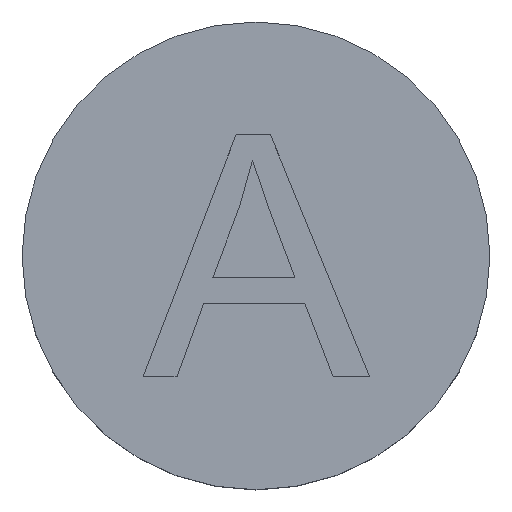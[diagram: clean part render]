
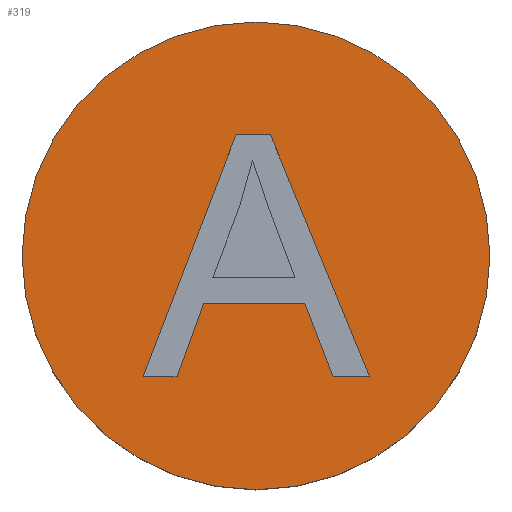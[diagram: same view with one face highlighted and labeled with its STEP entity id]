
A CAD part, top view. The second image highlights one B-rep face of the part: STEP entity #319.
In plain terms, the highlighted planar face has unit normal (0, 0, 1).
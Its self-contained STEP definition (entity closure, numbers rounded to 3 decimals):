
#16=CIRCLE('',#350,5.8);
#19=FACE_BOUND('',#69,.T.);
#32=PLANE('',#349);
#49=FACE_OUTER_BOUND('',#68,.T.);
#68=EDGE_LOOP('',(#284));
#69=EDGE_LOOP('',(#285,#286,#287,#288,#289,#290,#291,#292));
#84=LINE('',#497,#120);
#88=LINE('',#505,#124);
#91=LINE('',#511,#127);
#94=LINE('',#517,#130);
#97=LINE('',#523,#133);
#100=LINE('',#529,#136);
#103=LINE('',#535,#139);
#106=LINE('',#540,#142);
#120=VECTOR('',#376,10.);
#124=VECTOR('',#382,10.);
#127=VECTOR('',#387,10.);
#130=VECTOR('',#392,10.);
#133=VECTOR('',#397,10.);
#136=VECTOR('',#402,10.);
#139=VECTOR('',#407,10.);
#142=VECTOR('',#412,10.);
#159=VERTEX_POINT('',#495);
#160=VERTEX_POINT('',#496);
#163=VERTEX_POINT('',#504);
#165=VERTEX_POINT('',#510);
#167=VERTEX_POINT('',#516);
#169=VERTEX_POINT('',#522);
#171=VERTEX_POINT('',#528);
#173=VERTEX_POINT('',#534);
#175=VERTEX_POINT('',#544);
#192=EDGE_CURVE('',#159,#160,#84,.T.);
#196=EDGE_CURVE('',#163,#159,#88,.T.);
#199=EDGE_CURVE('',#165,#163,#91,.T.);
#202=EDGE_CURVE('',#167,#165,#94,.T.);
#205=EDGE_CURVE('',#169,#167,#97,.T.);
#208=EDGE_CURVE('',#171,#169,#100,.T.);
#211=EDGE_CURVE('',#173,#171,#103,.T.);
#214=EDGE_CURVE('',#160,#173,#106,.T.);
#216=EDGE_CURVE('',#175,#175,#16,.T.);
#284=ORIENTED_EDGE('',*,*,#216,.T.);
#285=ORIENTED_EDGE('',*,*,#192,.T.);
#286=ORIENTED_EDGE('',*,*,#214,.T.);
#287=ORIENTED_EDGE('',*,*,#211,.T.);
#288=ORIENTED_EDGE('',*,*,#208,.T.);
#289=ORIENTED_EDGE('',*,*,#205,.T.);
#290=ORIENTED_EDGE('',*,*,#202,.T.);
#291=ORIENTED_EDGE('',*,*,#199,.T.);
#292=ORIENTED_EDGE('',*,*,#196,.T.);
#319=ADVANCED_FACE('',(#49,#19),#32,.T.);
#349=AXIS2_PLACEMENT_3D('',#543,#416,#417);
#350=AXIS2_PLACEMENT_3D('',#545,#418,#419);
#376=DIRECTION('',(-0.341,-0.94,0.));
#382=DIRECTION('',(-1.,0.,0.));
#387=DIRECTION('',(-0.359,0.933,0.));
#392=DIRECTION('',(-1.,0.,0.));
#397=DIRECTION('',(0.379,-0.925,0.));
#402=DIRECTION('',(1.,0.,0.));
#407=DIRECTION('',(0.359,0.934,0.));
#412=DIRECTION('',(-1.,0.,0.));
#416=DIRECTION('center_axis',(0.,0.,1.));
#417=DIRECTION('ref_axis',(-1.,0.,0.));
#418=DIRECTION('center_axis',(0.,0.,1.));
#419=DIRECTION('ref_axis',(-1.,0.,0.));
#495=CARTESIAN_POINT('',(202.602,83.817,10.5));
#496=CARTESIAN_POINT('',(201.943,82.,10.5));
#497=CARTESIAN_POINT('',(202.867,84.548,10.5));
#504=CARTESIAN_POINT('',(205.111,83.817,10.5));
#505=CARTESIAN_POINT('',(204.505,83.817,10.5));
#510=CARTESIAN_POINT('',(205.811,82.,10.5));
#511=CARTESIAN_POINT('',(205.184,83.627,10.5));
#516=CARTESIAN_POINT('',(206.715,82.,10.5));
#517=CARTESIAN_POINT('',(205.308,82.,10.5));
#522=CARTESIAN_POINT('',(204.26,88.,10.5));
#523=CARTESIAN_POINT('',(204.76,86.778,10.5));
#528=CARTESIAN_POINT('',(203.404,88.,10.5));
#529=CARTESIAN_POINT('',(203.652,88.,10.5));
#534=CARTESIAN_POINT('',(201.1,82.,10.5));
#535=CARTESIAN_POINT('',(201.782,83.776,10.5));
#540=CARTESIAN_POINT('',(202.922,82.,10.5));
#543=CARTESIAN_POINT('Origin',(203.9,85.,10.5));
#544=CARTESIAN_POINT('',(209.7,85.,10.5));
#545=CARTESIAN_POINT('Origin',(203.9,85.,10.5));
